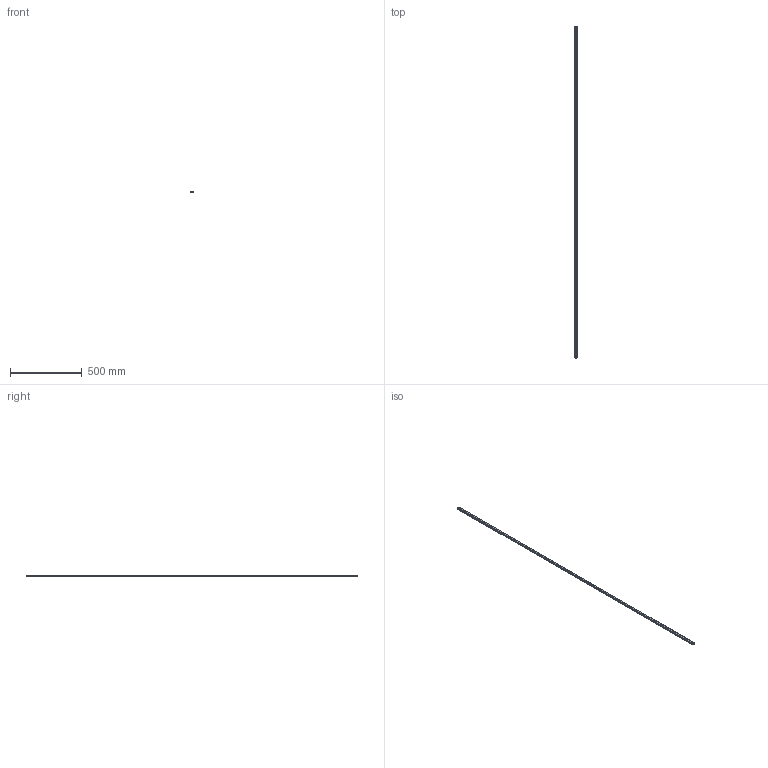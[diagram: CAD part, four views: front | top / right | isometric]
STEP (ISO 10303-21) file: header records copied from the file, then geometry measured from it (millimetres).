
FILE_DESCRIPTION(('STEP AP214'),'1');
FILE_NAME('cctmp_D6E81F94-FE9F-48C7-941B-F5E2A1AB407C_2021_02_02_12_29_44_0168..stp','2021-02-02T11:29:44',('HIWIN GmbH'),('CADClick - www.CADClick.com'),'Spatial InterOp 3D',' ','unknown authorization');
FILE_SCHEMA(('AUTOMOTIVE_DESIGN'));
Length unit declared in the file: millimetre
Products named in the file (1): EGR15U2310C_FILE
Bounding box: 15 x 2310 x 12.5 mm (x, y, z)
Volume: 367824.2 mm3; surface area: 140875.2 mm2
Topology: 1 solids, 1 shells, 493 faces, 1227 edges, 818 vertices
Faces by surface type: cylinder 252, plane 241
Entity records: 18969 total; most frequent: DIRECTION 2875, CARTESIAN_POINT 2539, ORIENTED_EDGE 2454, EDGE_CURVE 1227, AXIS2_PLACEMENT_3D 1154, VERTEX_POINT 818, EDGE_LOOP 575, LINE 567
